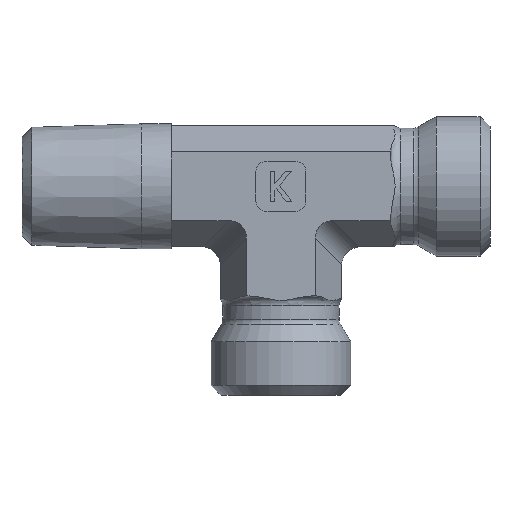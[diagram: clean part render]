
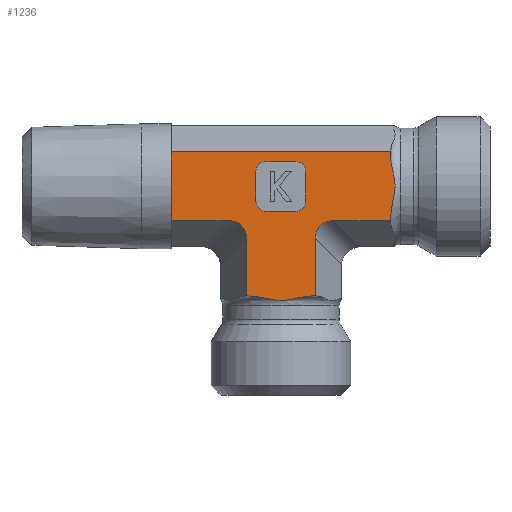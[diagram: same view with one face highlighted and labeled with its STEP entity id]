
A CAD part, left-side view. The second image highlights one B-rep face of the part: STEP entity #1236.
In plain terms, the highlighted planar face has unit normal (-1, 0, 0).
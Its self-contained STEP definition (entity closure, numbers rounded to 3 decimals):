
#222=CARTESIAN_POINT('',(-25.685,20.544,15.464));
#223=VERTEX_POINT('',#222);
#224=CARTESIAN_POINT('',(-25.685,20.544,13.805));
#225=VERTEX_POINT('',#224);
#226=CARTESIAN_POINT('',(-25.685,20.544,15.464));
#227=DIRECTION('',(0.0,0.0,-1.0));
#228=VECTOR('',#227,1.659);
#229=LINE('',#226,#228);
#230=EDGE_CURVE('',#223,#225,#229,.T.);
#255=CARTESIAN_POINT('',(-25.685,20.544,8.536));
#256=VERTEX_POINT('',#255);
#265=CARTESIAN_POINT('',(-25.685,20.544,10.195));
#266=VERTEX_POINT('',#265);
#267=CARTESIAN_POINT('',(-25.685,20.544,10.195));
#268=DIRECTION('',(0.0,0.0,-1.0));
#269=VECTOR('',#268,1.659);
#270=LINE('',#267,#269);
#271=EDGE_CURVE('',#266,#256,#270,.T.);
#743=CARTESIAN_POINT('',(-25.685,12.849,1.));
#744=VERTEX_POINT('',#743);
#745=CARTESIAN_POINT('',(-25.685,6.239,1.0));
#746=VERTEX_POINT('',#745);
#747=CARTESIAN_POINT('',(-25.685,12.849,1.));
#748=CARTESIAN_POINT('',(-25.685,12.475,1.));
#749=CARTESIAN_POINT('',(-25.685,12.031,0.942));
#750=CARTESIAN_POINT('',(-25.685,10.999,0.75));
#751=CARTESIAN_POINT('',(-25.685,10.22,0.527));
#752=CARTESIAN_POINT('',(-25.685,8.868,0.527));
#753=CARTESIAN_POINT('',(-25.685,8.088,0.75));
#754=CARTESIAN_POINT('',(-25.685,7.057,0.942));
#755=CARTESIAN_POINT('',(-25.685,6.612,1.0));
#756=CARTESIAN_POINT('',(-25.685,6.239,1.0));
#757=B_SPLINE_CURVE_WITH_KNOTS('',3,(#747,#748,#749,#750,#751,#752,#753,#754,#755,#756),.UNSPECIFIED.,.F.,.U.,(4,2,2,2,4),(0.734,0.846,1.049,1.252,1.364),.UNSPECIFIED.);
#758=EDGE_CURVE('',#744,#746,#757,.T.);
#902=CARTESIAN_POINT('',(-25.685,6.08,1.0));
#903=VERTEX_POINT('',#902);
#904=CARTESIAN_POINT('',(-25.685,6.239,1.0));
#905=DIRECTION('',(0.0,-1.0,0.0));
#906=VECTOR('',#905,0.159);
#907=LINE('',#904,#906);
#908=EDGE_CURVE('',#746,#903,#907,.T.);
#941=CARTESIAN_POINT('',(-25.685,13.008,1.));
#942=VERTEX_POINT('',#941);
#943=CARTESIAN_POINT('',(-25.685,13.008,1.));
#944=DIRECTION('',(0.0,-1.0,0.0));
#945=VECTOR('',#944,0.159);
#946=LINE('',#943,#945);
#947=EDGE_CURVE('',#942,#744,#946,.T.);
#1063=CARTESIAN_POINT('',(-25.685,6.08,0.0));
#1064=DIRECTION('',(-1.0,0.0,0.0));
#1065=DIRECTION('',(0.0,0.0,1.0));
#1066=AXIS2_PLACEMENT_3D('',#1063,#1064,#1065);
#1067=PLANE('',#1066);
#1068=ORIENTED_EDGE('',*,*,#271,.T.);
#1069=CARTESIAN_POINT('',(-25.685,14.74,8.536));
#1070=VERTEX_POINT('',#1069);
#1071=CARTESIAN_POINT('',(-25.685,14.74,8.536));
#1072=DIRECTION('',(0.0,1.0,0.0));
#1073=VECTOR('',#1072,5.804);
#1074=LINE('',#1071,#1073);
#1075=EDGE_CURVE('',#1070,#256,#1074,.T.);
#1076=ORIENTED_EDGE('',*,*,#1075,.F.);
#1077=CARTESIAN_POINT('',(-25.685,13.008,6.804));
#1078=VERTEX_POINT('',#1077);
#1079=CARTESIAN_POINT('',(-25.685,15.317,6.226));
#1080=DIRECTION('',(-1.0,0.0,0.0));
#1081=DIRECTION('',(0.0,-0.707,0.707));
#1082=AXIS2_PLACEMENT_3D('',#1079,#1080,#1081);
#1083=ELLIPSE('',#1082,2.582,2.0);
#1084=EDGE_CURVE('',#1078,#1070,#1083,.T.);
#1085=ORIENTED_EDGE('',*,*,#1084,.F.);
#1086=CARTESIAN_POINT('',(-25.685,13.008,1.));
#1087=DIRECTION('',(0.0,0.0,1.0));
#1088=VECTOR('',#1087,5.804);
#1089=LINE('',#1086,#1088);
#1090=EDGE_CURVE('',#942,#1078,#1089,.T.);
#1091=ORIENTED_EDGE('',*,*,#1090,.F.);
#1092=ORIENTED_EDGE('',*,*,#947,.T.);
#1093=ORIENTED_EDGE('',*,*,#758,.T.);
#1094=ORIENTED_EDGE('',*,*,#908,.T.);
#1095=CARTESIAN_POINT('',(-25.685,6.08,6.804));
#1096=VERTEX_POINT('',#1095);
#1097=CARTESIAN_POINT('',(-25.685,6.08,1.0));
#1098=DIRECTION('',(0.0,0.0,1.0));
#1099=VECTOR('',#1098,5.804);
#1100=LINE('',#1097,#1099);
#1101=EDGE_CURVE('',#903,#1096,#1100,.T.);
#1102=ORIENTED_EDGE('',*,*,#1101,.T.);
#1103=CARTESIAN_POINT('',(-25.685,4.348,8.536));
#1104=VERTEX_POINT('',#1103);
#1105=CARTESIAN_POINT('',(-25.685,3.77,6.226));
#1106=DIRECTION('',(-1.0,0.0,0.0));
#1107=DIRECTION('',(0.0,0.707,0.707));
#1108=AXIS2_PLACEMENT_3D('',#1105,#1106,#1107);
#1109=ELLIPSE('',#1108,2.582,2.0);
#1110=EDGE_CURVE('',#1104,#1096,#1109,.T.);
#1111=ORIENTED_EDGE('',*,*,#1110,.F.);
#1112=CARTESIAN_POINT('',(-25.685,-1.456,8.536));
#1113=VERTEX_POINT('',#1112);
#1114=CARTESIAN_POINT('',(-25.685,4.348,8.536));
#1115=DIRECTION('',(0.0,-1.0,0.0));
#1116=VECTOR('',#1115,5.804);
#1117=LINE('',#1114,#1116);
#1118=EDGE_CURVE('',#1104,#1113,#1117,.T.);
#1119=ORIENTED_EDGE('',*,*,#1118,.T.);
#1120=CARTESIAN_POINT('',(-25.685,-1.456,8.695));
#1121=VERTEX_POINT('',#1120);
#1122=CARTESIAN_POINT('',(-25.685,-1.456,8.536));
#1123=DIRECTION('',(0.0,0.0,1.0));
#1124=VECTOR('',#1123,0.159);
#1125=LINE('',#1122,#1124);
#1126=EDGE_CURVE('',#1113,#1121,#1125,.T.);
#1127=ORIENTED_EDGE('',*,*,#1126,.T.);
#1128=CARTESIAN_POINT('',(-25.685,-1.456,15.305));
#1129=VERTEX_POINT('',#1128);
#1130=CARTESIAN_POINT('',(-25.685,-1.456,8.695));
#1131=CARTESIAN_POINT('',(-25.685,-1.456,9.068));
#1132=CARTESIAN_POINT('',(-25.685,-1.514,9.513));
#1133=CARTESIAN_POINT('',(-25.685,-1.706,10.544));
#1134=CARTESIAN_POINT('',(-25.685,-1.929,11.324));
#1135=CARTESIAN_POINT('',(-25.685,-1.929,12.676));
#1136=CARTESIAN_POINT('',(-25.685,-1.706,13.456));
#1137=CARTESIAN_POINT('',(-25.685,-1.514,14.487));
#1138=CARTESIAN_POINT('',(-25.685,-1.456,14.932));
#1139=CARTESIAN_POINT('',(-25.685,-1.456,15.305));
#1140=B_SPLINE_CURVE_WITH_KNOTS('',3,(#1130,#1131,#1132,#1133,#1134,#1135,#1136,#1137,#1138,#1139),.UNSPECIFIED.,.F.,.U.,(4,2,2,2,4),(0.734,0.846,1.049,1.252,1.364),.UNSPECIFIED.);
#1141=EDGE_CURVE('',#1121,#1129,#1140,.T.);
#1142=ORIENTED_EDGE('',*,*,#1141,.T.);
#1143=CARTESIAN_POINT('',(-25.685,-1.456,15.464));
#1144=VERTEX_POINT('',#1143);
#1145=CARTESIAN_POINT('',(-25.685,-1.456,15.305));
#1146=DIRECTION('',(0.0,0.0,1.0));
#1147=VECTOR('',#1146,0.159);
#1148=LINE('',#1145,#1147);
#1149=EDGE_CURVE('',#1129,#1144,#1148,.T.);
#1150=ORIENTED_EDGE('',*,*,#1149,.T.);
#1151=CARTESIAN_POINT('',(-25.685,20.544,15.464));
#1152=DIRECTION('',(0.0,-1.0,0.0));
#1153=VECTOR('',#1152,22.);
#1154=LINE('',#1151,#1153);
#1155=EDGE_CURVE('',#223,#1144,#1154,.T.);
#1156=ORIENTED_EDGE('',*,*,#1155,.F.);
#1157=ORIENTED_EDGE('',*,*,#230,.T.);
#1158=CARTESIAN_POINT('',(-25.685,20.544,13.805));
#1159=DIRECTION('',(0.0,0.0,-1.0));
#1160=VECTOR('',#1159,3.611);
#1161=LINE('',#1158,#1160);
#1162=EDGE_CURVE('',#225,#266,#1161,.T.);
#1163=ORIENTED_EDGE('',*,*,#1162,.T.);
#1164=EDGE_LOOP('',(#1068,#1076,#1085,#1091,#1092,#1093,#1094,#1102,#1111,#1119,#1127,#1142,#1150,#1156,#1157,#1163));
#1165=FACE_OUTER_BOUND('',#1164,.T.);
#1166=CARTESIAN_POINT('',(-25.685,11.044,14.5));
#1167=VERTEX_POINT('',#1166);
#1168=CARTESIAN_POINT('',(-25.685,8.044,14.5));
#1169=VERTEX_POINT('',#1168);
#1170=CARTESIAN_POINT('',(-25.685,11.044,14.5));
#1171=DIRECTION('',(0.0,-1.0,0.0));
#1172=VECTOR('',#1171,3.0);
#1173=LINE('',#1170,#1172);
#1174=EDGE_CURVE('',#1167,#1169,#1173,.T.);
#1175=ORIENTED_EDGE('',*,*,#1174,.T.);
#1176=CARTESIAN_POINT('',(-25.685,7.044,13.5));
#1177=VERTEX_POINT('',#1176);
#1178=CARTESIAN_POINT('',(-25.685,8.044,13.5));
#1179=DIRECTION('',(-1.0,0.0,0.0));
#1180=DIRECTION('',(0.0,-0.707,0.707));
#1181=AXIS2_PLACEMENT_3D('',#1178,#1179,#1180);
#1182=CIRCLE('',#1181,1.0);
#1183=EDGE_CURVE('',#1177,#1169,#1182,.T.);
#1184=ORIENTED_EDGE('',*,*,#1183,.F.);
#1185=CARTESIAN_POINT('',(-25.685,7.044,10.5));
#1186=VERTEX_POINT('',#1185);
#1187=CARTESIAN_POINT('',(-25.685,7.044,13.5));
#1188=DIRECTION('',(0.0,0.0,-1.0));
#1189=VECTOR('',#1188,3.0);
#1190=LINE('',#1187,#1189);
#1191=EDGE_CURVE('',#1177,#1186,#1190,.T.);
#1192=ORIENTED_EDGE('',*,*,#1191,.T.);
#1193=CARTESIAN_POINT('',(-25.685,8.044,9.5));
#1194=VERTEX_POINT('',#1193);
#1195=CARTESIAN_POINT('',(-25.685,8.044,10.5));
#1196=DIRECTION('',(-1.0,0.0,0.0));
#1197=DIRECTION('',(0.0,-0.707,-0.707));
#1198=AXIS2_PLACEMENT_3D('',#1195,#1196,#1197);
#1199=CIRCLE('',#1198,1.0);
#1200=EDGE_CURVE('',#1194,#1186,#1199,.T.);
#1201=ORIENTED_EDGE('',*,*,#1200,.F.);
#1202=CARTESIAN_POINT('',(-25.685,11.044,9.5));
#1203=VERTEX_POINT('',#1202);
#1204=CARTESIAN_POINT('',(-25.685,8.044,9.5));
#1205=DIRECTION('',(0.0,1.0,0.0));
#1206=VECTOR('',#1205,3.0);
#1207=LINE('',#1204,#1206);
#1208=EDGE_CURVE('',#1194,#1203,#1207,.T.);
#1209=ORIENTED_EDGE('',*,*,#1208,.T.);
#1210=CARTESIAN_POINT('',(-25.685,12.044,10.5));
#1211=VERTEX_POINT('',#1210);
#1212=CARTESIAN_POINT('',(-25.685,11.044,10.5));
#1213=DIRECTION('',(-1.0,0.0,0.0));
#1214=DIRECTION('',(0.0,0.707,-0.707));
#1215=AXIS2_PLACEMENT_3D('',#1212,#1213,#1214);
#1216=CIRCLE('',#1215,1.0);
#1217=EDGE_CURVE('',#1211,#1203,#1216,.T.);
#1218=ORIENTED_EDGE('',*,*,#1217,.F.);
#1219=CARTESIAN_POINT('',(-25.685,12.044,13.5));
#1220=VERTEX_POINT('',#1219);
#1221=CARTESIAN_POINT('',(-25.685,12.044,10.5));
#1222=DIRECTION('',(0.0,0.0,1.0));
#1223=VECTOR('',#1222,3.0);
#1224=LINE('',#1221,#1223);
#1225=EDGE_CURVE('',#1211,#1220,#1224,.T.);
#1226=ORIENTED_EDGE('',*,*,#1225,.T.);
#1227=CARTESIAN_POINT('',(-25.685,11.044,13.5));
#1228=DIRECTION('',(-1.0,0.0,0.0));
#1229=DIRECTION('',(0.0,0.707,0.707));
#1230=AXIS2_PLACEMENT_3D('',#1227,#1228,#1229);
#1231=CIRCLE('',#1230,1.0);
#1232=EDGE_CURVE('',#1167,#1220,#1231,.T.);
#1233=ORIENTED_EDGE('',*,*,#1232,.F.);
#1234=EDGE_LOOP('',(#1175,#1184,#1192,#1201,#1209,#1218,#1226,#1233));
#1235=FACE_BOUND('',#1234,.T.);
#1236=ADVANCED_FACE('',(#1165,#1235),#1067,.T.);
